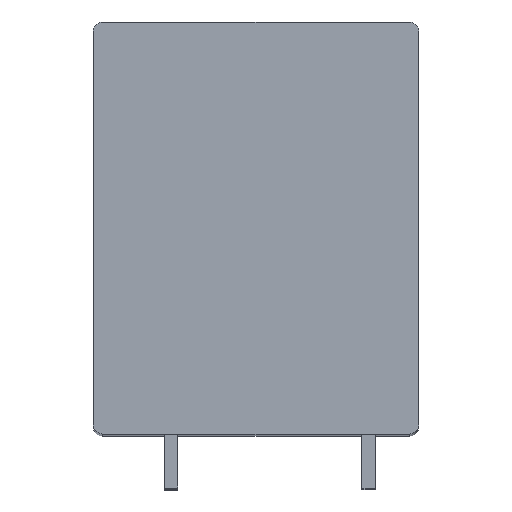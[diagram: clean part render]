
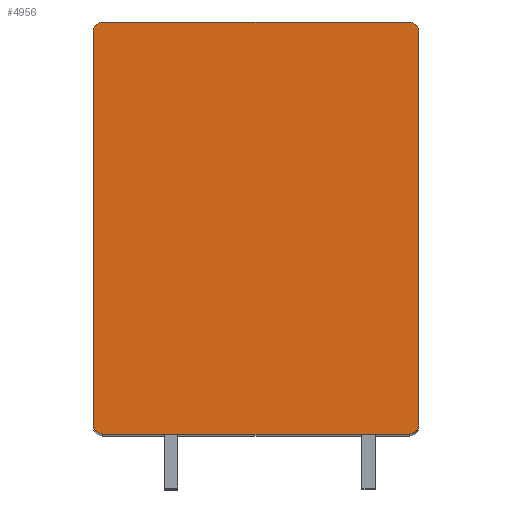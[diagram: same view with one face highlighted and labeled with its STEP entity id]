
A CAD part, top view. The second image highlights one B-rep face of the part: STEP entity #4956.
In plain terms, the highlighted planar face has unit normal (0, 0, 1).
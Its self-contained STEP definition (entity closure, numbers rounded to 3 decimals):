
#493=CARTESIAN_POINT('',(11.65,14.95,5.));
#494=DIRECTION('',(0.,0.,1.));
#495=DIRECTION('',(1.,0.,0.));
#496=AXIS2_PLACEMENT_3D('',#493,#494,#495);
#498=DIRECTION('',(0.,1.,0.));
#499=VECTOR('',#498,29.9);
#500=CARTESIAN_POINT('',(12.35,-14.95,5.));
#501=LINE('',#500,#499);
#502=CARTESIAN_POINT('',(11.65,-14.95,5.));
#503=DIRECTION('',(0.,0.,1.));
#504=DIRECTION('',(0.,-1.,0.));
#505=AXIS2_PLACEMENT_3D('',#502,#503,#504);
#507=DIRECTION('',(1.,0.,0.));
#508=VECTOR('',#507,23.3);
#509=CARTESIAN_POINT('',(-11.65,-15.65,5.));
#510=LINE('',#509,#508);
#511=CARTESIAN_POINT('',(-11.65,-14.95,5.));
#512=DIRECTION('',(0.,0.,1.));
#513=DIRECTION('',(-1.,0.,0.));
#514=AXIS2_PLACEMENT_3D('',#511,#512,#513);
#516=DIRECTION('',(0.,-1.,0.));
#517=VECTOR('',#516,29.9);
#518=CARTESIAN_POINT('',(-12.35,14.95,5.));
#519=LINE('',#518,#517);
#520=CARTESIAN_POINT('',(-11.65,14.95,5.));
#521=DIRECTION('',(0.,0.,1.));
#522=DIRECTION('',(0.,1.,0.));
#523=AXIS2_PLACEMENT_3D('',#520,#521,#522);
#525=DIRECTION('',(-1.,0.,0.));
#526=VECTOR('',#525,23.3);
#527=CARTESIAN_POINT('',(11.65,15.65,5.));
#528=LINE('',#527,#526);
#3565=CARTESIAN_POINT('',(12.35,14.95,5.));
#3566=VERTEX_POINT('',#3565);
#3567=CARTESIAN_POINT('',(11.65,15.65,5.));
#3568=VERTEX_POINT('',#3567);
#3573=CARTESIAN_POINT('',(11.65,-15.65,5.));
#3574=VERTEX_POINT('',#3573);
#3575=CARTESIAN_POINT('',(12.35,-14.95,5.));
#3576=VERTEX_POINT('',#3575);
#3581=CARTESIAN_POINT('',(-12.35,-14.95,5.));
#3582=VERTEX_POINT('',#3581);
#3583=CARTESIAN_POINT('',(-11.65,-15.65,5.));
#3584=VERTEX_POINT('',#3583);
#3589=CARTESIAN_POINT('',(-11.65,15.65,5.));
#3590=CARTESIAN_POINT('',(-12.35,14.95,5.));
#3591=VERTEX_POINT('',#3589);
#3592=VERTEX_POINT('',#3590);
#4940=CARTESIAN_POINT('',(0.,0.,5.));
#4941=DIRECTION('',(0.,0.,1.));
#4942=DIRECTION('',(1.,0.,0.));
#4943=AXIS2_PLACEMENT_3D('',#4940,#4941,#4942);
#4944=PLANE('',#4943);
#4945=ORIENTED_EDGE('',*,*,#4579,.F.);
#4946=ORIENTED_EDGE('',*,*,#4595,.F.);
#4947=ORIENTED_EDGE('',*,*,#4608,.F.);
#4948=ORIENTED_EDGE('',*,*,#4623,.F.);
#4949=ORIENTED_EDGE('',*,*,#4906,.F.);
#4950=ORIENTED_EDGE('',*,*,#4921,.F.);
#4951=ORIENTED_EDGE('',*,*,#4931,.F.);
#4953=ORIENTED_EDGE('',*,*,#4952,.F.);
#4954=EDGE_LOOP('',(#4945,#4946,#4947,#4948,#4949,#4950,#4951,#4953));
#4955=FACE_OUTER_BOUND('',#4954,.F.);
#4956=ADVANCED_FACE('',(#4955),#4944,.T.);
#497=CIRCLE('',#496,0.7);
#506=CIRCLE('',#505,0.7);
#515=CIRCLE('',#514,0.7);
#524=CIRCLE('',#523,0.7);
#4579=EDGE_CURVE('',#3566,#3568,#497,.T.);
#4595=EDGE_CURVE('',#3576,#3566,#501,.T.);
#4608=EDGE_CURVE('',#3574,#3576,#506,.T.);
#4623=EDGE_CURVE('',#3584,#3574,#510,.T.);
#4906=EDGE_CURVE('',#3582,#3584,#515,.T.);
#4921=EDGE_CURVE('',#3592,#3582,#519,.T.);
#4931=EDGE_CURVE('',#3591,#3592,#524,.T.);
#4952=EDGE_CURVE('',#3568,#3591,#528,.T.);
